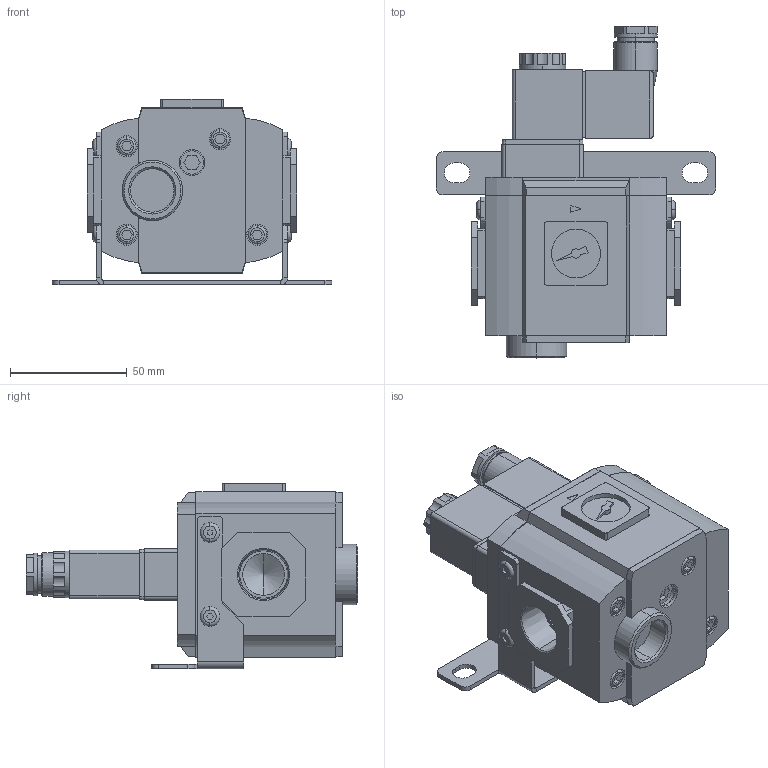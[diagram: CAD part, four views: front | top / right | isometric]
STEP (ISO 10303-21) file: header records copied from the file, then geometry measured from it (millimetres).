
FILE_DESCRIPTION (( 'STEP AP203' ), '1' );
FILE_NAME ('ASD-44-24D.step', '2015-11-09T22:43:27', ( '' ), ( '' ), 'SwSTEP 2.0', 'SolidWorks 2015', '' );
FILE_SCHEMA (( 'CONFIG_CONTROL_DESIGN' ));
Length unit declared in the file: millimetre
Products named in the file (1): ASD-44-24D
Bounding box: 120 x 142.4 x 79.7 mm (x, y, z)
Volume: 419335.9 mm3; surface area: 84834.1 mm2
Topology: 22 solids, 22 shells, 554 faces, 1329 edges, 866 vertices
Faces by surface type: plane 347, cylinder 164, torus 26, cone 16, bspline 1
Entity records: 16246 total; most frequent: CARTESIAN_POINT 2896, DIRECTION 2864, ORIENTED_EDGE 2650, EDGE_CURVE 1325, AXIS2_PLACEMENT_3D 997, VECTOR 870, LINE 870, VERTEX_POINT 866
